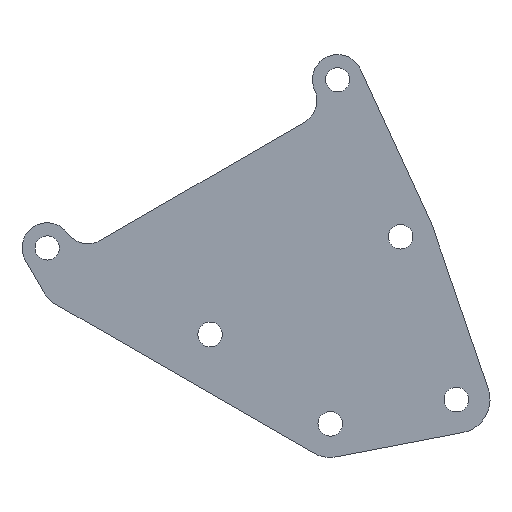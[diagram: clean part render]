
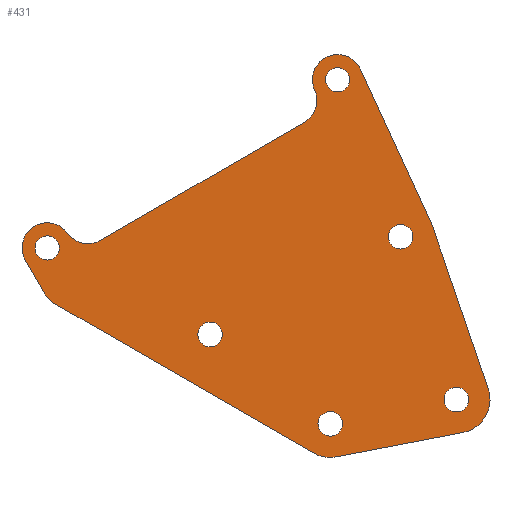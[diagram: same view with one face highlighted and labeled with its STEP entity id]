
A CAD part, left-side view. The second image highlights one B-rep face of the part: STEP entity #431.
In plain terms, the highlighted planar face has unit normal (-1, 0, 0).
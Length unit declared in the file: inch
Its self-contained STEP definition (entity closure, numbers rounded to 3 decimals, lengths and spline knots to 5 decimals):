
#21=FACE_BOUND('',#78,.T.);
#22=FACE_BOUND('',#79,.T.);
#23=FACE_BOUND('',#80,.T.);
#24=FACE_BOUND('',#81,.T.);
#25=FACE_BOUND('',#82,.T.);
#26=FACE_BOUND('',#83,.T.);
#33=PLANE('',#489);
#49=FACE_OUTER_BOUND('',#77,.T.);
#77=EDGE_LOOP('',(#355,#356,#357,#358,#359,#360,#361,#362,#363,#364,#365,
#366,#367,#368));
#78=EDGE_LOOP('',(#369));
#79=EDGE_LOOP('',(#370));
#80=EDGE_LOOP('',(#371));
#81=EDGE_LOOP('',(#372));
#82=EDGE_LOOP('',(#373));
#83=EDGE_LOOP('',(#374));
#99=LINE('',#687,#131);
#104=LINE('',#698,#136);
#109=LINE('',#717,#141);
#112=LINE('',#725,#144);
#115=LINE('',#730,#147);
#116=LINE('',#737,#148);
#131=VECTOR('',#549,0.3937);
#136=VECTOR('',#560,0.3937);
#141=VECTOR('',#583,0.3937);
#144=VECTOR('',#592,0.3937);
#147=VECTOR('',#597,0.3937);
#148=VECTOR('',#606,0.3937);
#155=CIRCLE('',#454,0.1875);
#170=CIRCLE('',#472,0.1875);
#171=CIRCLE('',#475,0.1875);
#172=CIRCLE('',#477,0.09);
#173=CIRCLE('',#479,0.09);
#174=CIRCLE('',#481,0.1875);
#175=CIRCLE('',#484,0.25);
#176=CIRCLE('',#488,0.1875);
#177=CIRCLE('',#490,0.25);
#178=CIRCLE('',#491,0.25);
#179=CIRCLE('',#492,0.0915);
#180=CIRCLE('',#493,0.0915);
#181=CIRCLE('',#494,0.0915);
#182=CIRCLE('',#495,0.0915);
#183=VERTEX_POINT('',#639);
#184=VERTEX_POINT('',#640);
#205=VERTEX_POINT('',#686);
#206=VERTEX_POINT('',#690);
#207=VERTEX_POINT('',#691);
#208=VERTEX_POINT('',#696);
#209=VERTEX_POINT('',#700);
#210=VERTEX_POINT('',#704);
#211=VERTEX_POINT('',#708);
#212=VERTEX_POINT('',#712);
#213=VERTEX_POINT('',#716);
#214=VERTEX_POINT('',#720);
#215=VERTEX_POINT('',#724);
#216=VERTEX_POINT('',#728);
#217=VERTEX_POINT('',#734);
#218=VERTEX_POINT('',#736);
#219=VERTEX_POINT('',#739);
#220=VERTEX_POINT('',#741);
#221=VERTEX_POINT('',#743);
#222=VERTEX_POINT('',#745);
#223=EDGE_CURVE('',#183,#184,#155,.T.);
#246=EDGE_CURVE('',#205,#184,#99,.T.);
#248=EDGE_CURVE('',#206,#207,#170,.T.);
#252=EDGE_CURVE('',#206,#208,#104,.T.);
#254=EDGE_CURVE('',#209,#208,#171,.T.);
#255=EDGE_CURVE('',#210,#210,#172,.T.);
#257=EDGE_CURVE('',#211,#211,#173,.T.);
#259=EDGE_CURVE('',#212,#207,#174,.T.);
#261=EDGE_CURVE('',#213,#212,#109,.T.);
#263=EDGE_CURVE('',#214,#213,#175,.T.);
#265=EDGE_CURVE('',#215,#214,#112,.T.);
#268=EDGE_CURVE('',#183,#216,#115,.T.);
#269=EDGE_CURVE('',#209,#205,#176,.T.);
#270=EDGE_CURVE('',#216,#217,#177,.T.);
#271=EDGE_CURVE('',#217,#218,#116,.T.);
#272=EDGE_CURVE('',#218,#215,#178,.T.);
#273=EDGE_CURVE('',#219,#219,#179,.T.);
#274=EDGE_CURVE('',#220,#220,#180,.T.);
#275=EDGE_CURVE('',#221,#221,#181,.T.);
#276=EDGE_CURVE('',#222,#222,#182,.T.);
#355=ORIENTED_EDGE('',*,*,#223,.F.);
#356=ORIENTED_EDGE('',*,*,#268,.T.);
#357=ORIENTED_EDGE('',*,*,#270,.T.);
#358=ORIENTED_EDGE('',*,*,#271,.T.);
#359=ORIENTED_EDGE('',*,*,#272,.T.);
#360=ORIENTED_EDGE('',*,*,#265,.T.);
#361=ORIENTED_EDGE('',*,*,#263,.T.);
#362=ORIENTED_EDGE('',*,*,#261,.T.);
#363=ORIENTED_EDGE('',*,*,#259,.T.);
#364=ORIENTED_EDGE('',*,*,#248,.F.);
#365=ORIENTED_EDGE('',*,*,#252,.T.);
#366=ORIENTED_EDGE('',*,*,#254,.F.);
#367=ORIENTED_EDGE('',*,*,#269,.T.);
#368=ORIENTED_EDGE('',*,*,#246,.T.);
#369=ORIENTED_EDGE('',*,*,#257,.T.);
#370=ORIENTED_EDGE('',*,*,#273,.T.);
#371=ORIENTED_EDGE('',*,*,#274,.T.);
#372=ORIENTED_EDGE('',*,*,#275,.T.);
#373=ORIENTED_EDGE('',*,*,#276,.T.);
#374=ORIENTED_EDGE('',*,*,#255,.T.);
#431=ADVANCED_FACE('',(#49,#21,#22,#23,#24,#25,#26),#33,.T.);
#454=AXIS2_PLACEMENT_3D('',#641,#507,#508);
#472=AXIS2_PLACEMENT_3D('',#692,#553,#554);
#475=AXIS2_PLACEMENT_3D('',#702,#564,#565);
#477=AXIS2_PLACEMENT_3D('',#705,#568,#569);
#479=AXIS2_PLACEMENT_3D('',#709,#573,#574);
#481=AXIS2_PLACEMENT_3D('',#713,#578,#579);
#484=AXIS2_PLACEMENT_3D('',#721,#587,#588);
#488=AXIS2_PLACEMENT_3D('',#732,#600,#601);
#489=AXIS2_PLACEMENT_3D('',#733,#602,#603);
#490=AXIS2_PLACEMENT_3D('',#735,#604,#605);
#491=AXIS2_PLACEMENT_3D('',#738,#607,#608);
#492=AXIS2_PLACEMENT_3D('',#740,#609,#610);
#493=AXIS2_PLACEMENT_3D('',#742,#611,#612);
#494=AXIS2_PLACEMENT_3D('',#744,#613,#614);
#495=AXIS2_PLACEMENT_3D('',#746,#615,#616);
#507=DIRECTION('center_axis',(1.,0.,0.));
#508=DIRECTION('ref_axis',(0.,0.707,-0.708));
#549=DIRECTION('',(0.,-0.501,-0.865));
#553=DIRECTION('center_axis',(-1.,0.,0.));
#554=DIRECTION('ref_axis',(0.,0.501,0.865));
#560=DIRECTION('',(0.,0.865,-0.501));
#564=DIRECTION('center_axis',(-1.,0.,0.));
#565=DIRECTION('ref_axis',(0.,0.501,0.865));
#568=DIRECTION('center_axis',(1.,0.,0.));
#569=DIRECTION('ref_axis',(0.,-1.,0.));
#573=DIRECTION('center_axis',(1.,0.,0.));
#574=DIRECTION('ref_axis',(0.,-1.,0.));
#578=DIRECTION('center_axis',(-1.,0.,0.));
#579=DIRECTION('ref_axis',(0.,-1.,0.));
#583=DIRECTION('',(0.,0.418,0.909));
#587=DIRECTION('center_axis',(-1.,0.,0.));
#588=DIRECTION('ref_axis',(0.,-1.,0.));
#592=DIRECTION('',(0.,0.324,0.946));
#597=DIRECTION('',(0.,-0.866,-0.5));
#600=DIRECTION('center_axis',(-1.,0.,0.));
#601=DIRECTION('ref_axis',(0.,-1.,0.));
#602=DIRECTION('center_axis',(-1.,0.,0.));
#603=DIRECTION('ref_axis',(0.,-1.,0.));
#604=DIRECTION('center_axis',(-1.,0.,0.));
#605=DIRECTION('ref_axis',(0.,-1.,0.));
#606=DIRECTION('',(0.,-0.982,0.189));
#607=DIRECTION('center_axis',(-1.,0.,0.));
#608=DIRECTION('ref_axis',(0.,-1.,0.));
#609=DIRECTION('center_axis',(1.,0.,0.));
#610=DIRECTION('ref_axis',(0.,-1.,0.));
#611=DIRECTION('center_axis',(1.,0.,0.));
#612=DIRECTION('ref_axis',(0.,-1.,0.));
#613=DIRECTION('center_axis',(1.,0.,0.));
#614=DIRECTION('ref_axis',(0.,-1.,0.));
#615=DIRECTION('center_axis',(1.,0.,0.));
#616=DIRECTION('ref_axis',(0.,-1.,0.));
#639=CARTESIAN_POINT('',(-0.0625,7.20596,3.12123));
#640=CARTESIAN_POINT('',(-0.0625,7.2745,3.18966));
#641=CARTESIAN_POINT('Origin',(-0.0625,7.11225,3.28363));
#686=CARTESIAN_POINT('',(-0.0625,7.41853,3.43833));
#687=CARTESIAN_POINT('',(-0.0625,7.41853,3.43833));
#690=CARTESIAN_POINT('',(-0.0625,5.34264,4.46736));
#691=CARTESIAN_POINT('',(-0.0625,5.26578,4.70689));
#692=CARTESIAN_POINT('Origin',(-0.0625,5.43661,4.62961));
#696=CARTESIAN_POINT('',(-0.0625,6.85823,3.58952));
#698=CARTESIAN_POINT('',(-0.0625,7.01885,3.49649));
#700=CARTESIAN_POINT('',(-0.0625,7.10424,3.64204));
#702=CARTESIAN_POINT('Origin',(-0.0625,6.9522,3.75177));
#704=CARTESIAN_POINT('',(-0.0625,7.34628,3.53231));
#705=CARTESIAN_POINT('Origin',(-0.0625,7.25628,3.53231));
#708=CARTESIAN_POINT('',(-0.0625,5.18495,4.78417));
#709=CARTESIAN_POINT('Origin',(-0.0625,5.09495,4.78417));
#712=CARTESIAN_POINT('',(-0.0625,4.9246,4.86251));
#713=CARTESIAN_POINT('Origin',(-0.0625,5.09495,4.78417));
#716=CARTESIAN_POINT('',(-0.0625,4.39914,3.7199));
#717=CARTESIAN_POINT('',(-0.0625,4.9246,4.86251));
#720=CARTESIAN_POINT('',(-0.0625,4.38978,3.6965));
#721=CARTESIAN_POINT('Origin',(-0.0625,4.62628,3.61544));
#724=CARTESIAN_POINT('',(-0.0625,3.9745,2.48479));
#725=CARTESIAN_POINT('',(-0.0625,4.38978,3.6965));
#728=CARTESIAN_POINT('',(-0.0625,5.27499,2.00696));
#730=CARTESIAN_POINT('',(-0.0625,7.24937,3.14629));
#732=CARTESIAN_POINT('Origin',(-0.0625,7.25628,3.53231));
#733=CARTESIAN_POINT('Origin',(-0.0625,5.70239,3.47259));
#734=CARTESIAN_POINT('',(-0.0625,5.10292,1.97798));
#735=CARTESIAN_POINT('Origin',(-0.0625,5.15004,2.2235));
#736=CARTESIAN_POINT('',(-0.0625,4.16387,2.15822));
#737=CARTESIAN_POINT('',(-0.0625,5.10292,1.97798));
#738=CARTESIAN_POINT('Origin',(-0.0625,4.21099,2.40374));
#739=CARTESIAN_POINT('',(-0.0625,5.95232,2.88851));
#740=CARTESIAN_POINT('Origin',(-0.0625,6.04382,2.88851));
#741=CARTESIAN_POINT('',(-0.0625,5.05854,2.2235));
#742=CARTESIAN_POINT('Origin',(-0.0625,5.15004,2.2235));
#743=CARTESIAN_POINT('',(-0.0625,4.53478,3.61544));
#744=CARTESIAN_POINT('Origin',(-0.0625,4.62628,3.61544));
#745=CARTESIAN_POINT('',(-0.0625,4.11949,2.40374));
#746=CARTESIAN_POINT('Origin',(-0.0625,4.21099,2.40374));
